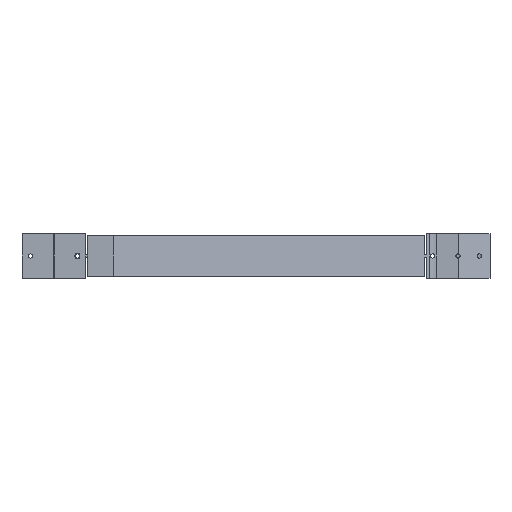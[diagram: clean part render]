
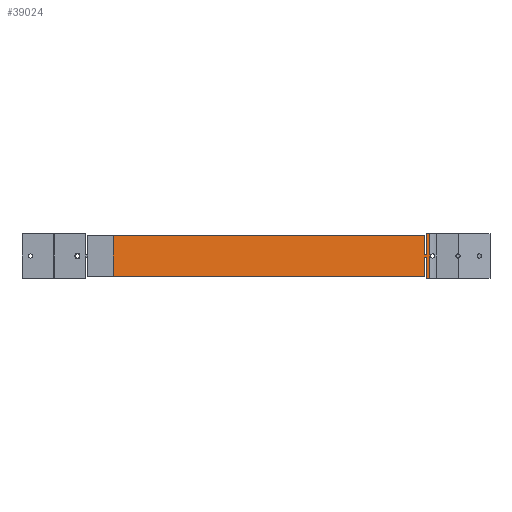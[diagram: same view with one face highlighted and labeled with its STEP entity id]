
A CAD part, front view. The second image highlights one B-rep face of the part: STEP entity #39024.
In plain terms, the highlighted planar face has unit normal (0.591, -0.806, 0).
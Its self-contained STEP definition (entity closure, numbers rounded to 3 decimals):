
#292 = ORIENTED_EDGE ( 'NONE', *, *, #23940, .F. ) ;
#587 = ORIENTED_EDGE ( 'NONE', *, *, #39886, .T. ) ;
#1102 = CARTESIAN_POINT ( 'NONE',  ( 86.5, -36.067, -0.5 ) ) ;
#1178 = CARTESIAN_POINT ( 'NONE',  ( 87., -35.7, 10.5 ) ) ;
#1386 = DIRECTION ( 'NONE',  ( 0., 0., -1. ) ) ;
#2209 = ORIENTED_EDGE ( 'NONE', *, *, #3659, .F. ) ;
#2228 = CARTESIAN_POINT ( 'NONE',  ( 88.68, -34.468, -10.5 ) ) ;
#2337 = DIRECTION ( 'NONE',  ( 0.806, 0.591, 0. ) ) ;
#2987 = DIRECTION ( 'NONE',  ( 0., 0., -1. ) ) ;
#3349 = ORIENTED_EDGE ( 'NONE', *, *, #31916, .T. ) ;
#3523 = CARTESIAN_POINT ( 'NONE',  ( 88.68, -34.468, 10.5 ) ) ;
#3625 = DIRECTION ( 'NONE',  ( -0.806, -0.591, 0. ) ) ;
#3659 = EDGE_CURVE ( 'NONE', #39324, #20178, #27250, .T. ) ;
#4873 = CARTESIAN_POINT ( 'NONE',  ( -60., -143.5, 10.5 ) ) ;
#4954 = VERTEX_POINT ( 'NONE', #30689 ) ;
#5065 = AXIS2_PLACEMENT_3D ( 'NONE', #4873, #17746, #23644 ) ;
#5548 = LINE ( 'NONE', #35810, #25504 ) ;
#6702 =( BOUNDED_CURVE ( )  B_SPLINE_CURVE ( 3, ( #22842, #23046, #35868, #1102 ),
 .UNSPECIFIED., .F., .T. ) 
 B_SPLINE_CURVE_WITH_KNOTS ( ( 4, 4 ),
 ( 0., 1.571 ),
 .UNSPECIFIED. ) 
 CURVE ( )  GEOMETRIC_REPRESENTATION_ITEM ( )  RATIONAL_B_SPLINE_CURVE ( ( 1., 0.805, 0.805, 1. ) ) 
 REPRESENTATION_ITEM ( '' )  );
#7200 = CARTESIAN_POINT ( 'NONE',  ( 86.207, -36.281, -0.5 ) ) ;
#7487 = ORIENTED_EDGE ( 'NONE', *, *, #32835, .F. ) ;
#7567 = CARTESIAN_POINT ( 'NONE',  ( 87., -35.7, -1. ) ) ;
#8053 = EDGE_LOOP ( 'NONE', ( #3349, #24026, #35734, #19375, #35688, #2209, #21043, #29655, #292, #41614, #28583, #7487, #587 ) ) ;
#8136 = CARTESIAN_POINT ( 'NONE',  ( -60., -143.5, 9.5 ) ) ;
#9004 = EDGE_CURVE ( 'NONE', #22042, #20178, #9312, .T. ) ;
#9191 = VERTEX_POINT ( 'NONE', #34084 ) ;
#9312 = LINE ( 'NONE', #35214, #33403 ) ;
#10272 = VECTOR ( 'NONE', #1386, 1000. ) ;
#10596 = LINE ( 'NONE', #23455, #13060 ) ;
#10881 = VECTOR ( 'NONE', #36928, 1000. ) ;
#11033 = CARTESIAN_POINT ( 'NONE',  ( 86., -36.433, 1. ) ) ;
#11895 = VERTEX_POINT ( 'NONE', #34360 ) ;
#13060 = VECTOR ( 'NONE', #36282, 1000. ) ;
#13132 = EDGE_CURVE ( 'NONE', #22042, #9191, #37722, .T. ) ;
#13636 = LINE ( 'NONE', #19344, #27164 ) ;
#14933 = VECTOR ( 'NONE', #2337, 1000. ) ;
#15043 = CARTESIAN_POINT ( 'NONE',  ( 87., -35.7, 1. ) ) ;
#15689 = CARTESIAN_POINT ( 'NONE',  ( -60., -143.5, 10.5 ) ) ;
#16904 = CARTESIAN_POINT ( 'NONE',  ( 86., -36.433, -0.707 ) ) ;
#17430 = EDGE_CURVE ( 'NONE', #35638, #22152, #19398, .T. ) ;
#17746 = DIRECTION ( 'NONE',  ( 0.591, -0.806, 0. ) ) ;
#18634 = LINE ( 'NONE', #15689, #23966 ) ;
#19344 = CARTESIAN_POINT ( 'NONE',  ( 88.68, -34.468, 10.5 ) ) ;
#19375 = ORIENTED_EDGE ( 'NONE', *, *, #13132, .F. ) ;
#19398 =( BOUNDED_CURVE ( )  B_SPLINE_CURVE ( 3, ( #29724, #7200, #16904, #20067 ),
 .UNSPECIFIED., .F., .T. ) 
 B_SPLINE_CURVE_WITH_KNOTS ( ( 4, 4 ),
 ( 1.571, 3.142 ),
 .UNSPECIFIED. ) 
 CURVE ( )  GEOMETRIC_REPRESENTATION_ITEM ( )  RATIONAL_B_SPLINE_CURVE ( ( 1., 0.805, 0.805, 1. ) ) 
 REPRESENTATION_ITEM ( '' )  );
#19529 = EDGE_CURVE ( 'NONE', #29662, #11895, #35488, .T. ) ;
#19771 = VECTOR ( 'NONE', #3625, 1000. ) ;
#19866 = CARTESIAN_POINT ( 'NONE',  ( -60., -143.5, -10.5 ) ) ;
#20067 = CARTESIAN_POINT ( 'NONE',  ( 86., -36.433, -1. ) ) ;
#20178 = VERTEX_POINT ( 'NONE', #25713 ) ;
#20795 = VERTEX_POINT ( 'NONE', #2228 ) ;
#21043 = ORIENTED_EDGE ( 'NONE', *, *, #27627, .F. ) ;
#21230 = CARTESIAN_POINT ( 'NONE',  ( 86., -36.433, -1. ) ) ;
#21288 = EDGE_CURVE ( 'NONE', #9191, #29662, #34565, .T. ) ;
#21381 = CARTESIAN_POINT ( 'NONE',  ( 86., -36.433, 0. ) ) ;
#22042 = VERTEX_POINT ( 'NONE', #8136 ) ;
#22152 = VERTEX_POINT ( 'NONE', #21230 ) ;
#22295 = CARTESIAN_POINT ( 'NONE',  ( 87., -35.7, 10.5 ) ) ;
#22783 = DIRECTION ( 'NONE',  ( 0., 0., -1. ) ) ;
#22842 = CARTESIAN_POINT ( 'NONE',  ( 87., -35.7, -1. ) ) ;
#23046 = CARTESIAN_POINT ( 'NONE',  ( 87., -35.7, -0.707 ) ) ;
#23455 = CARTESIAN_POINT ( 'NONE',  ( 87., -35.7, 10.5 ) ) ;
#23644 = DIRECTION ( 'NONE',  ( 0.806, 0.591, 0. ) ) ;
#23727 = LINE ( 'NONE', #1178, #10272 ) ;
#23940 = EDGE_CURVE ( 'NONE', #41384, #35638, #6702, .T. ) ;
#23966 = VECTOR ( 'NONE', #28302, 1000. ) ;
#24026 = ORIENTED_EDGE ( 'NONE', *, *, #19529, .F. ) ;
#25501 = CARTESIAN_POINT ( 'NONE',  ( 86., -36.433, 10.5 ) ) ;
#25504 = VECTOR ( 'NONE', #22783, 1000. ) ;
#25713 = CARTESIAN_POINT ( 'NONE',  ( -60., -143.5, -9.5 ) ) ;
#26126 = VERTEX_POINT ( 'NONE', #22295 ) ;
#27164 = VECTOR ( 'NONE', #29629, 1000. ) ;
#27250 = LINE ( 'NONE', #40084, #10881 ) ;
#27627 = EDGE_CURVE ( 'NONE', #22152, #39324, #5548, .T. ) ;
#28302 = DIRECTION ( 'NONE',  ( -0.806, -0.591, 0. ) ) ;
#28448 = DIRECTION ( 'NONE',  ( 0., 0., -1. ) ) ;
#28583 = ORIENTED_EDGE ( 'NONE', *, *, #33665, .F. ) ;
#29118 = LINE ( 'NONE', #19866, #19771 ) ;
#29629 = DIRECTION ( 'NONE',  ( 0., 0., -1. ) ) ;
#29655 = ORIENTED_EDGE ( 'NONE', *, *, #17430, .F. ) ;
#29662 = VERTEX_POINT ( 'NONE', #35917 ) ;
#29724 = CARTESIAN_POINT ( 'NONE',  ( 86.5, -36.067, -0.5 ) ) ;
#30689 = CARTESIAN_POINT ( 'NONE',  ( 87., -35.7, -10.5 ) ) ;
#30986 = CARTESIAN_POINT ( 'NONE',  ( -60., -143.5, 9.5 ) ) ;
#31916 = EDGE_CURVE ( 'NONE', #26126, #11895, #23727, .T. ) ;
#32835 = EDGE_CURVE ( 'NONE', #32896, #20795, #13636, .T. ) ;
#32896 = VERTEX_POINT ( 'NONE', #3523 ) ;
#33403 = VECTOR ( 'NONE', #2987, 1000. ) ;
#33665 = EDGE_CURVE ( 'NONE', #20795, #4954, #29118, .T. ) ;
#34084 = CARTESIAN_POINT ( 'NONE',  ( 86., -36.433, 9.5 ) ) ;
#34360 = CARTESIAN_POINT ( 'NONE',  ( 87., -35.7, 1. ) ) ;
#34565 = LINE ( 'NONE', #25501, #39819 ) ;
#35214 = CARTESIAN_POINT ( 'NONE',  ( -60., -143.5, 10.5 ) ) ;
#35488 =( BOUNDED_CURVE ( )  B_SPLINE_CURVE ( 3, ( #11033, #21381, #40511, #15043 ),
 .UNSPECIFIED., .F., .T. ) 
 B_SPLINE_CURVE_WITH_KNOTS ( ( 4, 4 ),
 ( 3.142, 6.283 ),
 .UNSPECIFIED. ) 
 CURVE ( )  GEOMETRIC_REPRESENTATION_ITEM ( )  RATIONAL_B_SPLINE_CURVE ( ( 1., 0.333, 0.333, 1. ) ) 
 REPRESENTATION_ITEM ( '' )  );
#35638 = VERTEX_POINT ( 'NONE', #37677 ) ;
#35688 = ORIENTED_EDGE ( 'NONE', *, *, #9004, .T. ) ;
#35734 = ORIENTED_EDGE ( 'NONE', *, *, #21288, .F. ) ;
#35810 = CARTESIAN_POINT ( 'NONE',  ( 86., -36.433, 10.5 ) ) ;
#35868 = CARTESIAN_POINT ( 'NONE',  ( 86.793, -35.852, -0.5 ) ) ;
#35917 = CARTESIAN_POINT ( 'NONE',  ( 86., -36.433, 1. ) ) ;
#36282 = DIRECTION ( 'NONE',  ( 0., 0., 1. ) ) ;
#36748 = EDGE_CURVE ( 'NONE', #4954, #41384, #10596, .T. ) ;
#36882 = PLANE ( 'NONE',  #5065 ) ;
#36928 = DIRECTION ( 'NONE',  ( -0.806, -0.591, 0. ) ) ;
#37677 = CARTESIAN_POINT ( 'NONE',  ( 86.5, -36.067, -0.5 ) ) ;
#37722 = LINE ( 'NONE', #30986, #14933 ) ;
#39024 = ADVANCED_FACE ( 'NONE', ( #40035 ), #36882, .T. ) ;
#39324 = VERTEX_POINT ( 'NONE', #39361 ) ;
#39361 = CARTESIAN_POINT ( 'NONE',  ( 86., -36.433, -9.5 ) ) ;
#39819 = VECTOR ( 'NONE', #28448, 1000. ) ;
#39886 = EDGE_CURVE ( 'NONE', #32896, #26126, #18634, .T. ) ;
#40035 = FACE_OUTER_BOUND ( 'NONE', #8053, .T. ) ;
#40084 = CARTESIAN_POINT ( 'NONE',  ( -60., -143.5, -9.5 ) ) ;
#40511 = CARTESIAN_POINT ( 'NONE',  ( 87., -35.7, 0. ) ) ;
#41384 = VERTEX_POINT ( 'NONE', #7567 ) ;
#41614 = ORIENTED_EDGE ( 'NONE', *, *, #36748, .F. ) ;
